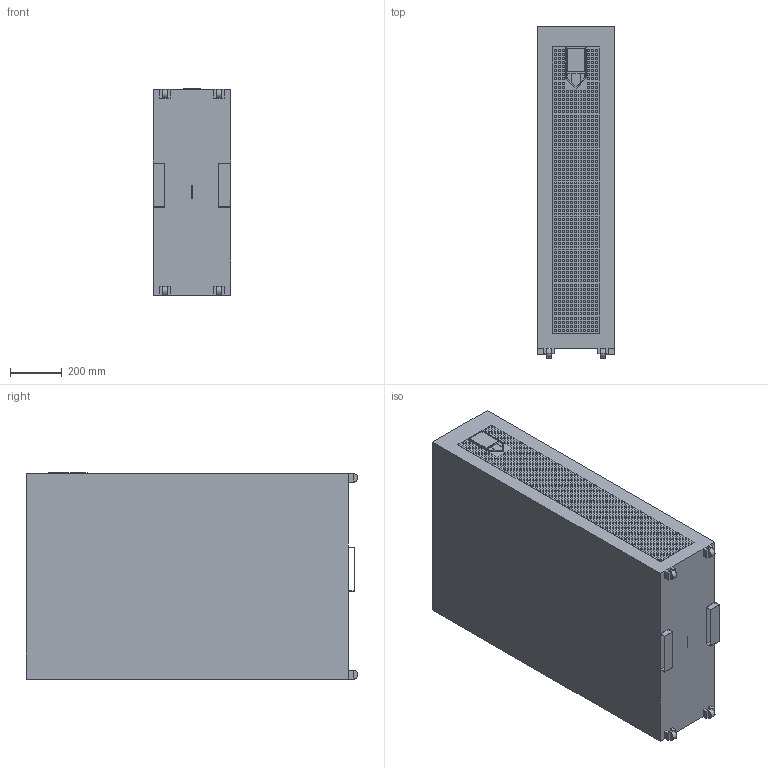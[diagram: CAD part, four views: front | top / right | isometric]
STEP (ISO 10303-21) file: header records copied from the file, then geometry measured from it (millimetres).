
FILE_DESCRIPTION (( 'STEP AP203' ), '1' );
FILE_NAME ('MPOB-030-2-00.STEP', '2023-10-13T08:07:43', ( '' ), ( '' ), 'SwSTEP 2.0', 'SolidWorks 2022', '' );
FILE_SCHEMA (( 'CONFIG_CONTROL_DESIGN' ));
Products named in the file (1): MPOB-030-2-00
Bounding box: 300 x 1286.98 x 800 mm (x, y, z)
Volume: 299309975.6 mm3; surface area: 3314540.4 mm2
Topology: 1 solids, 1 shells, 3938 faces, 9643 edges, 6414 vertices
Faces by surface type: plane 3930, cylinder 8
Entity records: 113372 total; most frequent: CARTESIAN_POINT 19996, ORIENTED_EDGE 19286, DIRECTION 17537, EDGE_CURVE 9643, LINE 9627, VECTOR 9627, VERTEX_POINT 6414, EDGE_LOOP 4657
